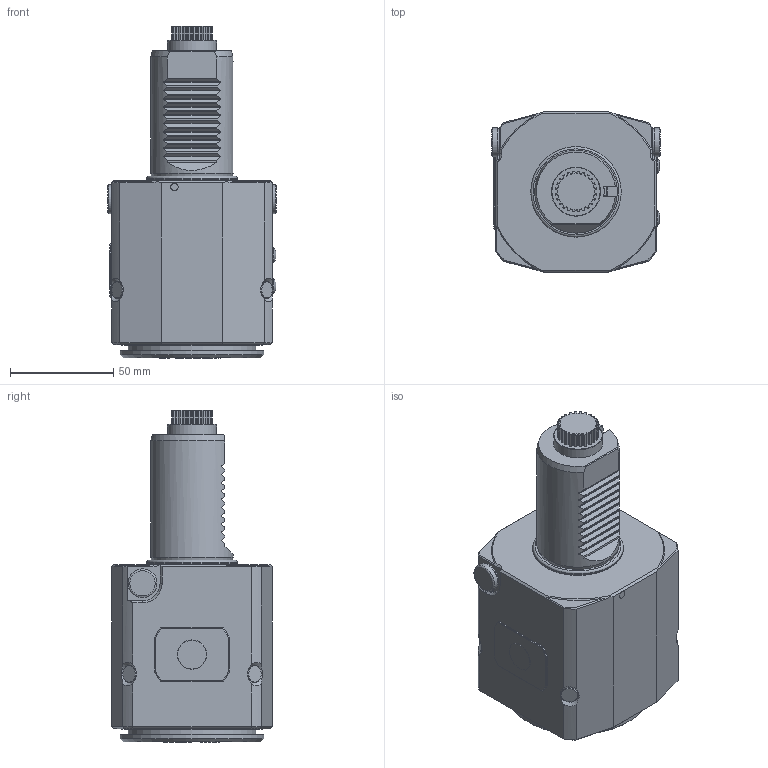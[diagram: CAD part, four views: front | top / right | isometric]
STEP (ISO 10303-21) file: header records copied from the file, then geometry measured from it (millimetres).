
FILE_DESCRIPTION(/* description */ (''),/* implementation_level */ '2;1');
FILE_NAME(/* name */ '1618475938493.stp',/* time_stamp */ '2021-04-15T10:39:06+02:00',/* author */ (''),/* organization */ ('SMS'),/* preprocessor_version */ 'ST-DEVELOPER v16.7',/* originating_system */ 'SIEMENS PLM Software NX 12.0',/* authorisation */ '');
FILE_SCHEMA (('AUTOMOTIVE_DESIGN { 1 0 10303 214 3 1 1 1 }'));
Length unit declared in the file: millimetre
Products named in the file (1): 203483357mod000_00
Bounding box: 81.7 x 78 x 161 mm (x, y, z)
Volume: 541160.1 mm3; surface area: 51128.5 mm2
Topology: 1 solids, 2 shells, 439 faces, 1158 edges, 748 vertices
Faces by surface type: plane 272, cylinder 84, cone 59, torus 14, bspline 6, sphere 4
Full cylindrical faces by diameter (mm): 2.5 x1, 3.242 x2, 3.3 x1, 7.6 x4, 8.5 x4, 13.3 x2, 14 x2, 17.8 x1, 23.8 x1, 30.4 x1, 40 x1, 43.9 x1, 62 x1, 68 x1, 70 x1
Entity records: 15285 total; most frequent: CARTESIAN_POINT 4777, ORIENTED_EDGE 2176, DIRECTION 2121, EDGE_CURVE 1088, AXIS2_PLACEMENT_3D 771, VERTEX_POINT 724, LINE 579, VECTOR 579
